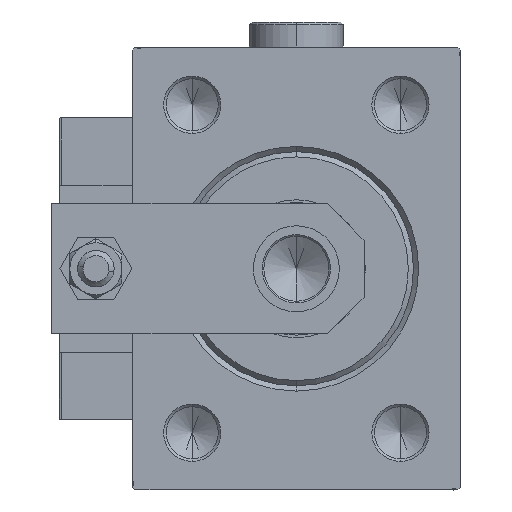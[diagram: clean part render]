
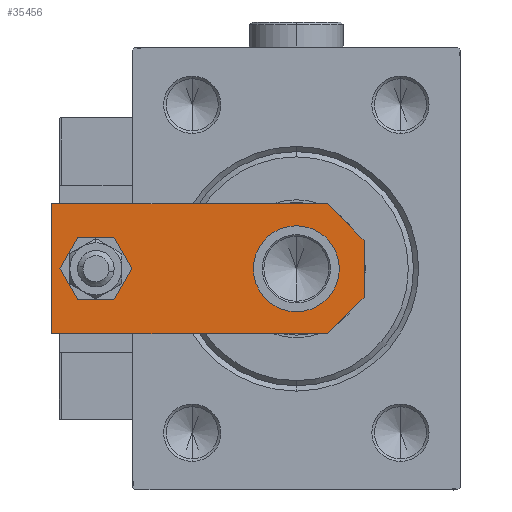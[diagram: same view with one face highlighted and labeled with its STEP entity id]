
A CAD part, left-side view. The second image highlights one B-rep face of the part: STEP entity #35456.
In plain terms, the highlighted face is planar.
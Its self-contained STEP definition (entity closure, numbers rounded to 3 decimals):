
#876 = ORIENTED_EDGE ( 'NONE', *, *, #17778, .F. ) ;
#1569 = DIRECTION ( 'NONE',  ( 0., 0., 1. ) ) ;
#1835 = EDGE_CURVE ( 'NONE', #36465, #9356, #41533, .T. ) ;
#2202 = CARTESIAN_POINT ( 'NONE',  ( -4., 51.5, 6. ) ) ;
#2378 = LINE ( 'NONE', #18854, #29186 ) ;
#3221 = DIRECTION ( 'NONE',  ( -1., 0., 0. ) ) ;
#3299 = CIRCLE ( 'NONE', #10089, 4. ) ;
#4020 = LINE ( 'NONE', #52378, #4587 ) ;
#4302 = FACE_OUTER_BOUND ( 'NONE', #25504, .T. ) ;
#4587 = VECTOR ( 'NONE', #28736, 1000. ) ;
#5113 = CARTESIAN_POINT ( 'NONE',  ( -12.5, 60., 6. ) ) ;
#6584 = CARTESIAN_POINT ( 'NONE',  ( 0., 13., 6. ) ) ;
#7086 = DIRECTION ( 'NONE',  ( 1., 0., 0. ) ) ;
#7454 = LINE ( 'NONE', #34871, #15515 ) ;
#7740 = FACE_BOUND ( 'NONE', #48301, .T. ) ;
#7815 = VERTEX_POINT ( 'NONE', #11940 ) ;
#8033 = VERTEX_POINT ( 'NONE', #26792 ) ;
#9111 = EDGE_CURVE ( 'NONE', #23752, #36465, #7454, .T. ) ;
#9356 = VERTEX_POINT ( 'NONE', #33192 ) ;
#9735 = ORIENTED_EDGE ( 'NONE', *, *, #14554, .T. ) ;
#10089 = AXIS2_PLACEMENT_3D ( 'NONE', #42874, #30667, #30396 ) ;
#10557 = CARTESIAN_POINT ( 'NONE',  ( 12.5, 7., 6. ) ) ;
#10617 = VECTOR ( 'NONE', #32553, 1000. ) ;
#10824 = CARTESIAN_POINT ( 'NONE',  ( 12.5, 0., 6. ) ) ;
#10864 = ORIENTED_EDGE ( 'NONE', *, *, #15956, .T. ) ;
#11940 = CARTESIAN_POINT ( 'NONE',  ( 8.25, 13., 6. ) ) ;
#12005 = DIRECTION ( 'NONE',  ( 1., 0., 0. ) ) ;
#12042 = ORIENTED_EDGE ( 'NONE', *, *, #15642, .T. ) ;
#13468 = ORIENTED_EDGE ( 'NONE', *, *, #9111, .T. ) ;
#14554 = EDGE_CURVE ( 'NONE', #9356, #28950, #2378, .T. ) ;
#15211 = VERTEX_POINT ( 'NONE', #10557 ) ;
#15515 = VECTOR ( 'NONE', #3221, 1000. ) ;
#15642 = EDGE_CURVE ( 'NONE', #18263, #15211, #4020, .T. ) ;
#15956 = EDGE_CURVE ( 'NONE', #15211, #23752, #51222, .T. ) ;
#15992 = FACE_BOUND ( 'NONE', #41236, .T. ) ;
#17388 = AXIS2_PLACEMENT_3D ( 'NONE', #17555, #25013, #37219 ) ;
#17555 = CARTESIAN_POINT ( 'NONE',  ( 0., 13., 6. ) ) ;
#17577 = EDGE_CURVE ( 'NONE', #28950, #18263, #49805, .T. ) ;
#17778 = EDGE_CURVE ( 'NONE', #7815, #50227, #40282, .T. ) ;
#18263 = VERTEX_POINT ( 'NONE', #51384 ) ;
#18280 = CARTESIAN_POINT ( 'NONE',  ( 12.5, 60., 6. ) ) ;
#18854 = CARTESIAN_POINT ( 'NONE',  ( -2.75, -2.75, 6. ) ) ;
#19851 = CARTESIAN_POINT ( 'NONE',  ( 0., 51.5, 6. ) ) ;
#20276 = EDGE_CURVE ( 'NONE', #49144, #8033, #42982, .T. ) ;
#22016 = CARTESIAN_POINT ( 'NONE',  ( -8.25, 13., 6. ) ) ;
#22809 = DIRECTION ( 'NONE',  ( 0., 1., 0. ) ) ;
#23752 = VERTEX_POINT ( 'NONE', #18280 ) ;
#24806 = DIRECTION ( 'NONE',  ( 0., -1., 0. ) ) ;
#25013 = DIRECTION ( 'NONE',  ( 0., 0., 1. ) ) ;
#25108 = CARTESIAN_POINT ( 'NONE',  ( -12.5, 0., 6. ) ) ;
#25504 = EDGE_LOOP ( 'NONE', ( #36426, #9735, #25860, #12042, #10864, #13468 ) ) ;
#25762 = AXIS2_PLACEMENT_3D ( 'NONE', #6584, #1569, #42486 ) ;
#25860 = ORIENTED_EDGE ( 'NONE', *, *, #17577, .T. ) ;
#26792 = CARTESIAN_POINT ( 'NONE',  ( 4., 51.5, 6. ) ) ;
#28218 = CARTESIAN_POINT ( 'NONE',  ( 0., 0., 6. ) ) ;
#28736 = DIRECTION ( 'NONE',  ( 0.707, 0.707, 0. ) ) ;
#28950 = VERTEX_POINT ( 'NONE', #50255 ) ;
#29186 = VECTOR ( 'NONE', #39045, 1000. ) ;
#30396 = DIRECTION ( 'NONE',  ( 1., 0., 0. ) ) ;
#30597 = EDGE_CURVE ( 'NONE', #8033, #49144, #3299, .T. ) ;
#30667 = DIRECTION ( 'NONE',  ( 0., 0., 1. ) ) ;
#31812 = DIRECTION ( 'NONE',  ( 0., 0., 1. ) ) ;
#32214 = PLANE ( 'NONE',  #37453 ) ;
#32553 = DIRECTION ( 'NONE',  ( 1., 0., 0. ) ) ;
#33192 = CARTESIAN_POINT ( 'NONE',  ( -12.5, 7., 6. ) ) ;
#34871 = CARTESIAN_POINT ( 'NONE',  ( 12.5, 60., 6. ) ) ;
#35399 = ORIENTED_EDGE ( 'NONE', *, *, #20276, .F. ) ;
#35456 = ADVANCED_FACE ( 'NONE', ( #15992, #4302, #7740 ), #32214, .T. ) ;
#36426 = ORIENTED_EDGE ( 'NONE', *, *, #1835, .T. ) ;
#36465 = VERTEX_POINT ( 'NONE', #49030 ) ;
#37219 = DIRECTION ( 'NONE',  ( 1., 0., 0. ) ) ;
#37453 = AXIS2_PLACEMENT_3D ( 'NONE', #28218, #44704, #12005 ) ;
#39045 = DIRECTION ( 'NONE',  ( 0.707, -0.707, 0. ) ) ;
#39480 = ORIENTED_EDGE ( 'NONE', *, *, #30597, .F. ) ;
#40282 = CIRCLE ( 'NONE', #17388, 8.25 ) ;
#40623 = ORIENTED_EDGE ( 'NONE', *, *, #44236, .F. ) ;
#41236 = EDGE_LOOP ( 'NONE', ( #35399, #39480 ) ) ;
#41533 = LINE ( 'NONE', #5113, #46646 ) ;
#42486 = DIRECTION ( 'NONE',  ( 1., 0., 0. ) ) ;
#42874 = CARTESIAN_POINT ( 'NONE',  ( 0., 51.5, 6. ) ) ;
#42982 = CIRCLE ( 'NONE', #50594, 4. ) ;
#43657 = VECTOR ( 'NONE', #22809, 1000. ) ;
#44236 = EDGE_CURVE ( 'NONE', #50227, #7815, #48676, .T. ) ;
#44704 = DIRECTION ( 'NONE',  ( 0., 0., 1. ) ) ;
#46646 = VECTOR ( 'NONE', #24806, 1000. ) ;
#48301 = EDGE_LOOP ( 'NONE', ( #40623, #876 ) ) ;
#48676 = CIRCLE ( 'NONE', #25762, 8.25 ) ;
#49030 = CARTESIAN_POINT ( 'NONE',  ( -12.5, 60., 6. ) ) ;
#49144 = VERTEX_POINT ( 'NONE', #2202 ) ;
#49805 = LINE ( 'NONE', #25108, #10617 ) ;
#50227 = VERTEX_POINT ( 'NONE', #22016 ) ;
#50255 = CARTESIAN_POINT ( 'NONE',  ( -5.5, 0., 6. ) ) ;
#50594 = AXIS2_PLACEMENT_3D ( 'NONE', #19851, #31812, #7086 ) ;
#51222 = LINE ( 'NONE', #10824, #43657 ) ;
#51384 = CARTESIAN_POINT ( 'NONE',  ( 5.5, 0., 6. ) ) ;
#52378 = CARTESIAN_POINT ( 'NONE',  ( 2.75, -2.75, 6. ) ) ;
